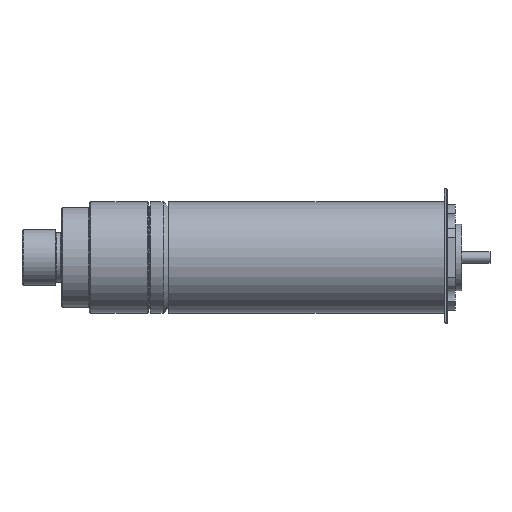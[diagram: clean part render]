
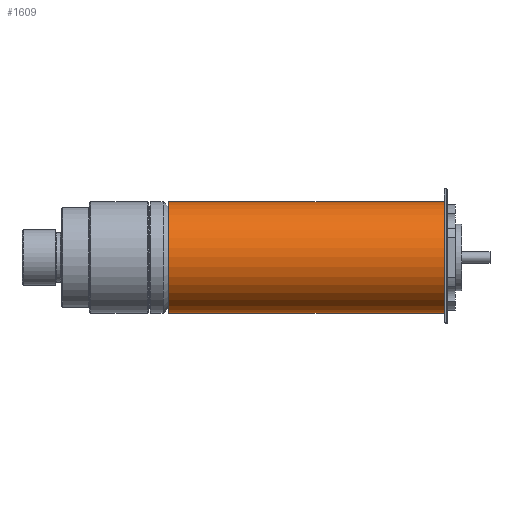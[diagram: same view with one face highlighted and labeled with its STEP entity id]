
A CAD part, top view. The second image highlights one B-rep face of the part: STEP entity #1609.
In plain terms, the highlighted cylindrical face has radius 5 mm (diameter 10 mm), a full revolution.
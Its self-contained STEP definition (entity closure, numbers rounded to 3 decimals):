
#339=CYLINDRICAL_SURFACE('',#1729,5.);
#365=FACE_BOUND('',#500,.T.);
#400=FACE_OUTER_BOUND('',#499,.T.);
#499=EDGE_LOOP('',(#1073));
#500=EDGE_LOOP('',(#1074));
#607=CIRCLE('',#1695,5.);
#624=CIRCLE('',#1721,5.);
#664=VERTEX_POINT('',#2302);
#686=VERTEX_POINT('',#2358);
#815=EDGE_CURVE('',#664,#664,#607,.T.);
#840=EDGE_CURVE('',#686,#686,#624,.T.);
#1073=ORIENTED_EDGE('',*,*,#815,.T.);
#1074=ORIENTED_EDGE('',*,*,#840,.T.);
#1609=ADVANCED_FACE('',(#400,#365),#339,.T.);
#1695=AXIS2_PLACEMENT_3D('',#2303,#1848,#1849);
#1721=AXIS2_PLACEMENT_3D('',#2359,#1908,#1909);
#1729=AXIS2_PLACEMENT_3D('',#2377,#1926,#1927);
#1848=DIRECTION('center_axis',(1.,0.,0.));
#1849=DIRECTION('ref_axis',(0.,0.,
-1.));
#1908=DIRECTION('center_axis',(-1.,0.,0.));
#1909=DIRECTION('ref_axis',(0.,0.,
-1.));
#1926=DIRECTION('center_axis',(1.,0.,0.));
#1927=DIRECTION('ref_axis',(0.,0.,
1.));
#2302=CARTESIAN_POINT('',(3.14,0.,5.));
#2303=CARTESIAN_POINT('Origin',(3.14,0.,
0.));
#2358=CARTESIAN_POINT('',(27.84,0.,5.));
#2359=CARTESIAN_POINT('Origin',(27.84,0.,
0.));
#2377=CARTESIAN_POINT('Origin',(3.14,0.,
0.));
